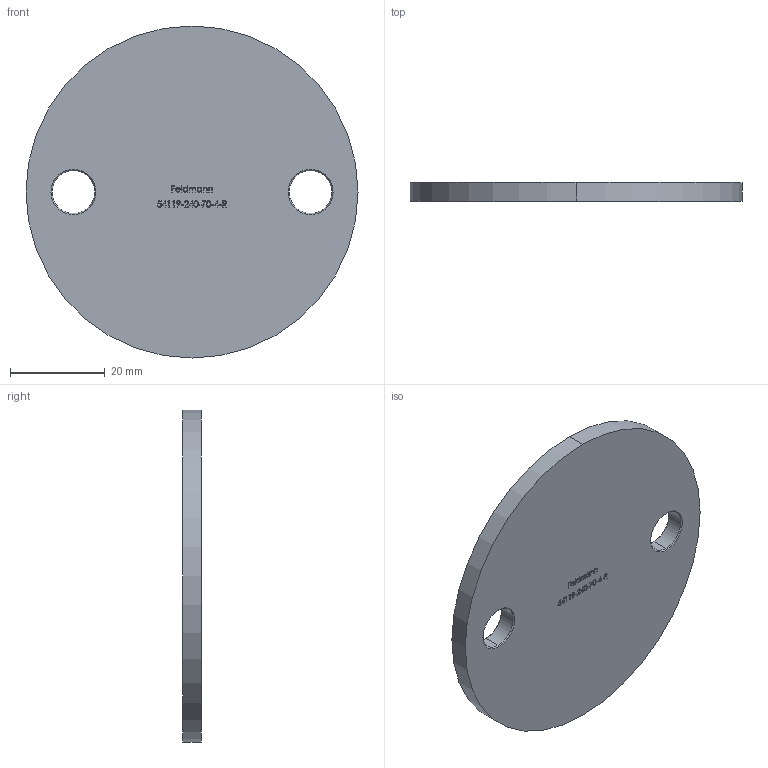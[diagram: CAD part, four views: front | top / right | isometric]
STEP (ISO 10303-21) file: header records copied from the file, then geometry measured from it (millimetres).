
FILE_DESCRIPTION (( 'STEP AP203' ), '1' );
FILE_NAME ('54119-240-70-4-R.step', '2020-10-21T11:01:15', ( '' ), ( '' ), 'SwSTEP 2.0', 'SolidWorks 2018', '' );
FILE_SCHEMA (( 'CONFIG_CONTROL_DESIGN' ));
Length unit declared in the file: millimetre
Products named in the file (2): 54119-240-70-4-R
Bounding box: 70 x 4 x 70 mm (x, y, z)
Volume: 14880.6 mm3; surface area: 8543.9 mm2
Topology: 1 solids, 1 shells, 297 faces, 775 edges, 514 vertices
Faces by surface type: plane 189, bspline 94, cone 8, cylinder 6
Entity records: 14468 total; most frequent: CARTESIAN_POINT 7626, ORIENTED_EDGE 1550, DIRECTION 1017, EDGE_CURVE 775, VECTOR 567, LINE 567, VERTEX_POINT 514, EDGE_LOOP 335
